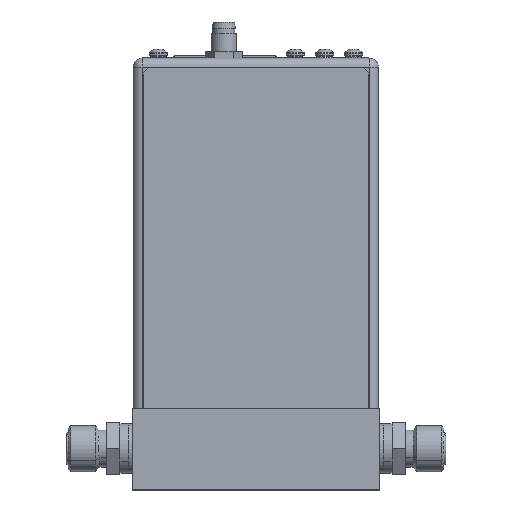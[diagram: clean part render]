
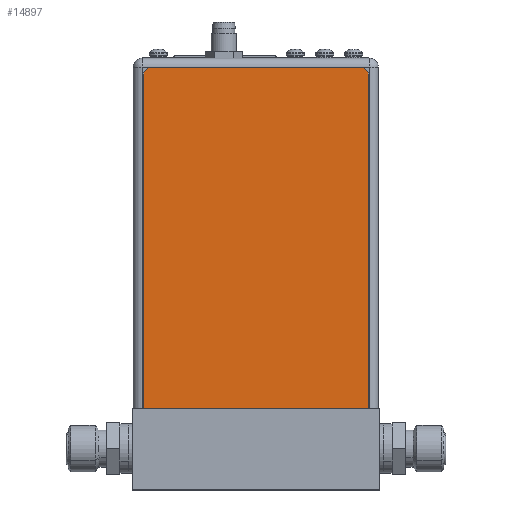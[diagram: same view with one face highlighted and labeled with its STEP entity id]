
A CAD part, top view. The second image highlights one B-rep face of the part: STEP entity #14897.
In plain terms, the highlighted planar face has unit normal (0, 0, 1).
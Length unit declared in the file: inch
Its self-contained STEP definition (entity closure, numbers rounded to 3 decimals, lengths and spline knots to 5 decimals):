
#14712=CARTESIAN_POINT('',(2.63,4.04,0.004));
#14713=DIRECTION('',(0.,0.,1.));
#14714=DIRECTION('',(1.,0.,0.));
#14715=AXIS2_PLACEMENT_3D('',#14712,#14713,#14714);
#14720=DIRECTION('',(0.,1.,0.));
#14721=VECTOR('',#14720,4.04);
#14722=CARTESIAN_POINT('',(2.73,0.,0.004));
#14723=LINE('',#14722,#14721);
#14727=DIRECTION('',(1.,0.,0.));
#14728=VECTOR('',#14727,2.73);
#14729=CARTESIAN_POINT('',(0.,0.,0.004));
#14730=LINE('',#14729,#14728);
#14734=DIRECTION('',(0.,-1.,0.));
#14735=VECTOR('',#14734,4.04);
#14736=CARTESIAN_POINT('',(0.,4.04,0.004));
#14737=LINE('',#14736,#14735);
#14741=CARTESIAN_POINT('',(0.1,4.04,0.004));
#14742=DIRECTION('',(0.,0.,1.));
#14743=DIRECTION('',(0.,1.,0.));
#14744=AXIS2_PLACEMENT_3D('',#14741,#14742,#14743);
#14749=DIRECTION('',(-1.,0.,0.));
#14750=VECTOR('',#14749,2.53);
#14751=CARTESIAN_POINT('',(2.63,4.14,0.004));
#14752=LINE('',#14751,#14750);
#14760=CARTESIAN_POINT('',(0.,0.,0.004));
#14761=CARTESIAN_POINT('',(2.73,0.,0.004));
#14762=VERTEX_POINT('',#14760);
#14763=VERTEX_POINT('',#14761);
#14768=CARTESIAN_POINT('',(2.73,4.04,0.004));
#14769=VERTEX_POINT('',#14768);
#14770=CARTESIAN_POINT('',(2.63,4.14,0.004));
#14771=VERTEX_POINT('',#14770);
#14776=CARTESIAN_POINT('',(0.1,4.14,0.004));
#14777=VERTEX_POINT('',#14776);
#14778=CARTESIAN_POINT('',(0.,4.04,0.004));
#14779=VERTEX_POINT('',#14778);
#14884=CARTESIAN_POINT('',(0.,0.,0.004));
#14885=DIRECTION('',(0.,0.,1.));
#14886=DIRECTION('',(1.,0.,0.));
#14887=AXIS2_PLACEMENT_3D('',#14884,#14885,#14886);
#14888=PLANE('',#14887);
#14889=ORIENTED_EDGE('',*,*,#14808,.F.);
#14890=ORIENTED_EDGE('',*,*,#14824,.F.);
#14891=ORIENTED_EDGE('',*,*,#14837,.F.);
#14892=ORIENTED_EDGE('',*,*,#14850,.F.);
#14893=ORIENTED_EDGE('',*,*,#14865,.F.);
#14894=ORIENTED_EDGE('',*,*,#14877,.F.);
#14895=EDGE_LOOP('',(#14889,#14890,#14891,#14892,#14893,#14894));
#14896=FACE_OUTER_BOUND('',#14895,.F.);
#14897=ADVANCED_FACE('',(#14896),#14888,.T.);
#14716=CIRCLE('',#14715,0.1);
#14745=CIRCLE('',#14744,0.1);
#14808=EDGE_CURVE('',#14769,#14771,#14716,.T.);
#14824=EDGE_CURVE('',#14763,#14769,#14723,.T.);
#14837=EDGE_CURVE('',#14762,#14763,#14730,.T.);
#14850=EDGE_CURVE('',#14779,#14762,#14737,.T.);
#14865=EDGE_CURVE('',#14777,#14779,#14745,.T.);
#14877=EDGE_CURVE('',#14771,#14777,#14752,.T.);
